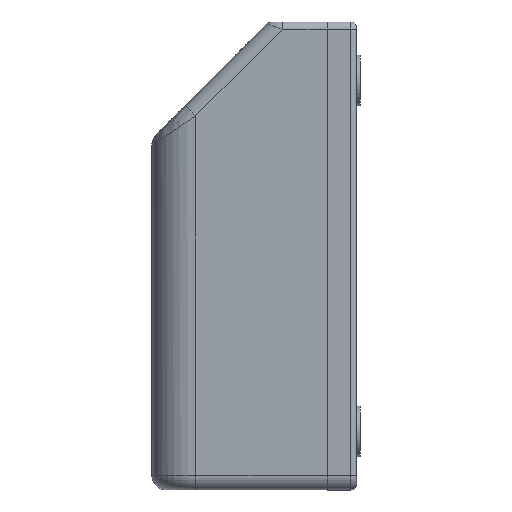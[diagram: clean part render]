
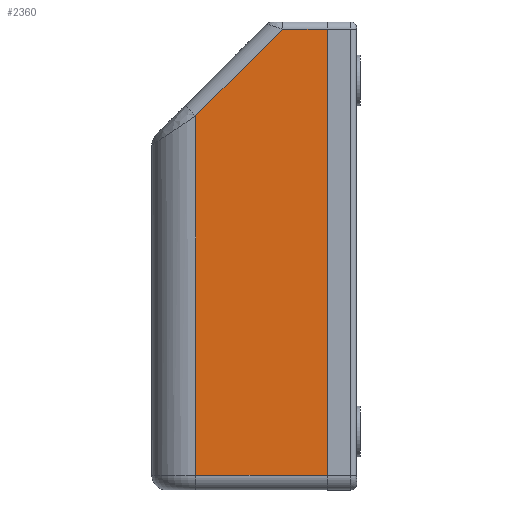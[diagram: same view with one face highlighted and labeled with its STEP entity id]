
A CAD part, left-side view. The second image highlights one B-rep face of the part: STEP entity #2360.
In plain terms, the highlighted planar face has unit normal (-1, 0, 0).
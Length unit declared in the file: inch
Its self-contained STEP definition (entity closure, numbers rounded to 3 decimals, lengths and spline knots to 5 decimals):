
#154 = VECTOR ( 'NONE', #9571, 39.37008 ) ;
#459 = CARTESIAN_POINT ( 'NONE',  ( -1.25, 1.125, -2. ) ) ;
#513 = LINE ( 'NONE', #1198, #5579 ) ;
#1039 = VERTEX_POINT ( 'NONE', #2186 ) ;
#1099 = VECTOR ( 'NONE', #4202, 39.37008 ) ;
#1198 = CARTESIAN_POINT ( 'NONE',  ( -1.25, 1.5, 1.94 ) ) ;
#1280 = LINE ( 'NONE', #4309, #9837 ) ;
#1421 = VECTOR ( 'NONE', #5613, 39.37008 ) ;
#1447 = CARTESIAN_POINT ( 'NONE',  ( -1.25, 1.5, -2. ) ) ;
#2145 = DIRECTION ( 'NONE',  ( 0., 0., -1. ) ) ;
#2186 = CARTESIAN_POINT ( 'NONE',  ( -1.25, 0.38322, 1.94 ) ) ;
#2231 = AXIS2_PLACEMENT_3D ( 'NONE', #1447, #5803, #2145 ) ;
#2360 = ADVANCED_FACE ( 'NONE', ( #9752 ), #2778, .F. ) ;
#2678 = CARTESIAN_POINT ( 'NONE',  ( -1.25, 1.5, -1.875 ) ) ;
#2778 = PLANE ( 'NONE',  #2231 ) ;
#3377 = CARTESIAN_POINT ( 'NONE',  ( -1.25, 0., -1.875 ) ) ;
#3468 = ORIENTED_EDGE ( 'NONE', *, *, #6221, .T. ) ;
#4084 = ORIENTED_EDGE ( 'NONE', *, *, #6211, .T. ) ;
#4202 = DIRECTION ( 'NONE',  ( 0., 0.707, -0.707 ) ) ;
#4264 = CARTESIAN_POINT ( 'NONE',  ( -1.25, 1.125, -1.875 ) ) ;
#4309 = CARTESIAN_POINT ( 'NONE',  ( -1.25, 0., -2. ) ) ;
#4884 = EDGE_CURVE ( 'NONE', #5094, #8766, #7256, .T. ) ;
#5057 = CARTESIAN_POINT ( 'NONE',  ( -1.25, 1.03661, 1.28661 ) ) ;
#5094 = VERTEX_POINT ( 'NONE', #4264 ) ;
#5143 = EDGE_LOOP ( 'NONE', ( #3468, #6120, #4084, #7792, #8634 ) ) ;
#5296 = CARTESIAN_POINT ( 'NONE',  ( -1.25, 1.125, 1.19822 ) ) ;
#5512 = VERTEX_POINT ( 'NONE', #5296 ) ;
#5579 = VECTOR ( 'NONE', #9720, 39.37008 ) ;
#5613 = DIRECTION ( 'NONE',  ( 0., -1., 0. ) ) ;
#5725 = LINE ( 'NONE', #459, #154 ) ;
#5803 = DIRECTION ( 'NONE',  ( 1., 0., 0. ) ) ;
#6120 = ORIENTED_EDGE ( 'NONE', *, *, #9440, .T. ) ;
#6211 = EDGE_CURVE ( 'NONE', #1039, #5512, #9633, .T. ) ;
#6221 = EDGE_CURVE ( 'NONE', #8766, #8011, #1280, .T. ) ;
#7256 = LINE ( 'NONE', #2678, #1421 ) ;
#7353 = DIRECTION ( 'NONE',  ( 0., 0., 1. ) ) ;
#7792 = ORIENTED_EDGE ( 'NONE', *, *, #8315, .T. ) ;
#8011 = VERTEX_POINT ( 'NONE', #9730 ) ;
#8315 = EDGE_CURVE ( 'NONE', #5512, #5094, #5725, .T. ) ;
#8634 = ORIENTED_EDGE ( 'NONE', *, *, #4884, .T. ) ;
#8766 = VERTEX_POINT ( 'NONE', #3377 ) ;
#9440 = EDGE_CURVE ( 'NONE', #8011, #1039, #513, .T. ) ;
#9571 = DIRECTION ( 'NONE',  ( 0., 0., -1. ) ) ;
#9633 = LINE ( 'NONE', #5057, #1099 ) ;
#9720 = DIRECTION ( 'NONE',  ( 0., 1., 0. ) ) ;
#9730 = CARTESIAN_POINT ( 'NONE',  ( -1.25, 0., 1.94 ) ) ;
#9752 = FACE_OUTER_BOUND ( 'NONE', #5143, .T. ) ;
#9837 = VECTOR ( 'NONE', #7353, 39.37008 ) ;
